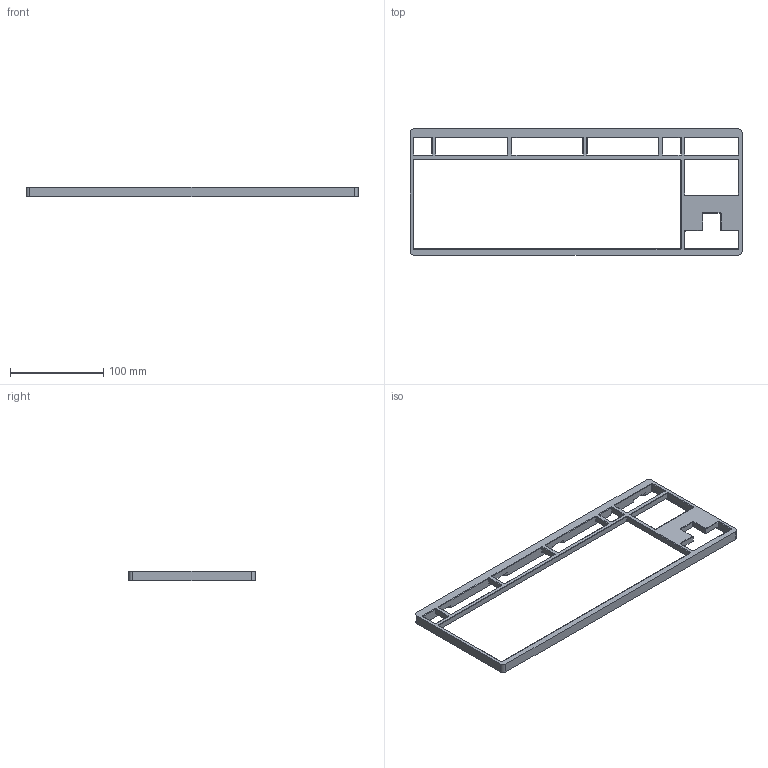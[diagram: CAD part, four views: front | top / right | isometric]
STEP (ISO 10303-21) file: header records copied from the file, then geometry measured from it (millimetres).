
FILE_DESCRIPTION(/* description */ (''),/* implementation_level */ '2;1');
FILE_NAME(/* name */ 'OpenTKL_Top.step',/* time_stamp */ '2021-07-17T16:25:11+03:00',/* author */ (''),/* organization */ (''),/* preprocessor_version */ 'ST-DEVELOPER v18.1',/* originating_system */ 'Autodesk Translation Framework v10.9.0.1377',/* authorisation */ '');
FILE_SCHEMA (('AUTOMOTIVE_DESIGN { 1 0 10303 214 3 1 1 }'));
Length unit declared in the file: millimetre
Products named in the file (1): FusionComponent
Bounding box: 355.66 x 135.38 x 10.4 mm (x, y, z)
Volume: 93250.5 mm3; surface area: 48611.3 mm2
Topology: 1 solids, 1 shells, 303 faces, 799 edges, 502 vertices
Faces by surface type: plane 166, cylinder 97, cone 40
Full cylindrical faces by diameter (mm): 1.775 x7, 2.529 x6
Entity records: 9340 total; most frequent: DIRECTION 1641, CARTESIAN_POINT 1605, ORIENTED_EDGE 1598, EDGE_CURVE 799, LINE 565, VECTOR 565, AXIS2_PLACEMENT_3D 538, VERTEX_POINT 502
